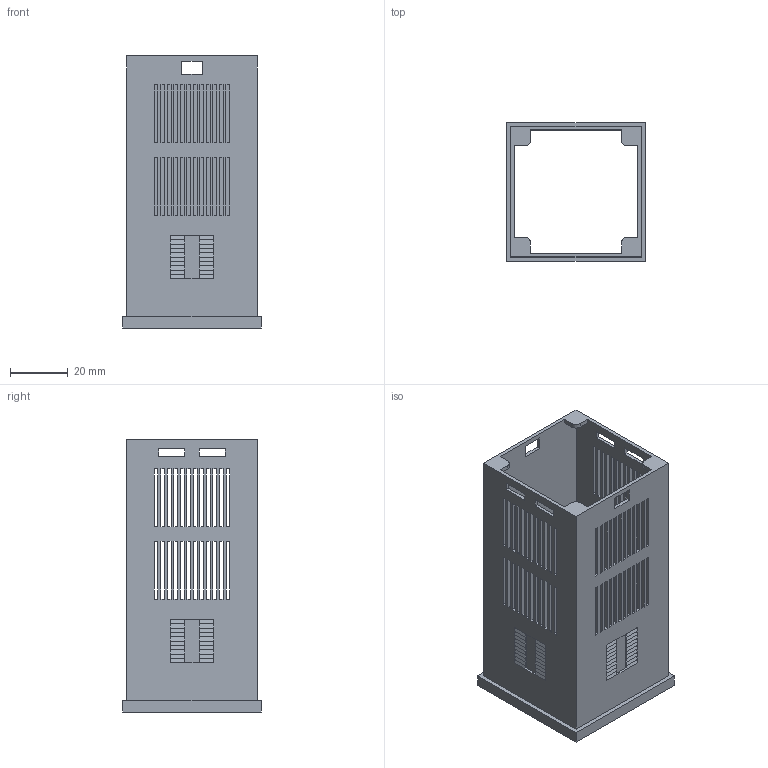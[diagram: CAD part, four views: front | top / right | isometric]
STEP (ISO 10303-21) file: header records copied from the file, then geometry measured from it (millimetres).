
FILE_DESCRIPTION (( 'STEP AP214' ), '1' );
FILE_NAME ('IC-248-01.STEP', '2022-01-24T10:19:42', ( '' ), ( '' ), 'SwSTEP 2.0', 'SolidWorks 2017', '' );
FILE_SCHEMA (( 'AUTOMOTIVE_DESIGN' ));
Length unit declared in the file: millimetre
Products named in the file (3): Case IC-248; IC-248-01
Assembly tree (1 placements, depth 2):
  Case IC-248
  IC-248-01
    Case IC-248
Bounding box: 48 x 48 x 94 mm (x, y, z)
Volume: 17013.1 mm3; surface area: 34400.8 mm2
Topology: 1 solids, 1 shells, 600 faces, 1624 edges, 1032 vertices
Faces by surface type: plane 596, cylinder 4
Entity records: 18657 total; most frequent: CARTESIAN_POINT 3261, ORIENTED_EDGE 3248, DIRECTION 2842, EDGE_CURVE 1624, LINE 1616, VECTOR 1616, VERTEX_POINT 1032, EDGE_LOOP 764
